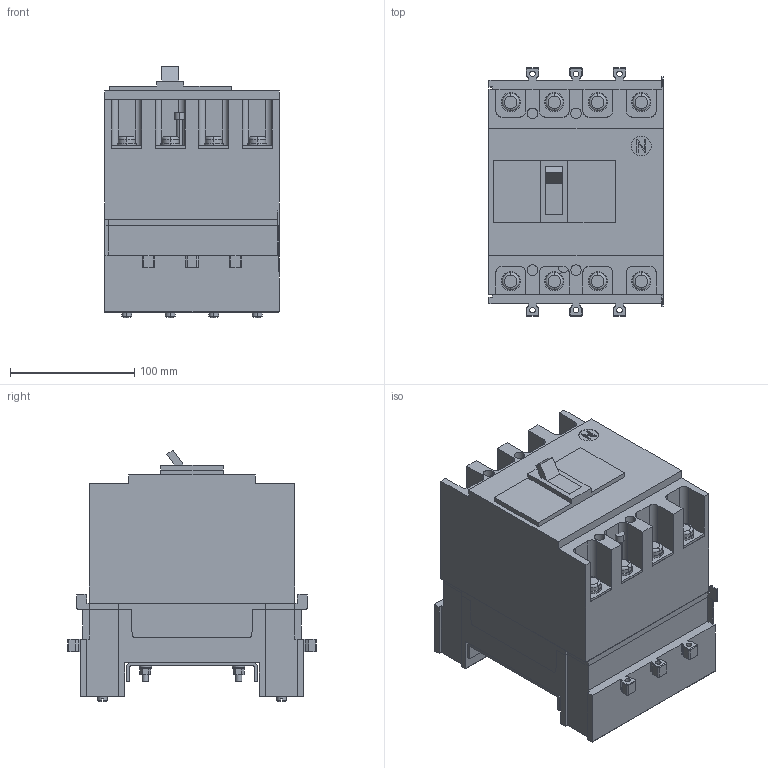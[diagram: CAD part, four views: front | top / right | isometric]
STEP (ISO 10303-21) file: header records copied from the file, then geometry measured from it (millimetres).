
FILE_DESCRIPTION(('CoCreate Modeling STEP Export'),'2;1');
FILE_NAME('Ｈ１００ＮＦ４Ｍ.stp','2016-03-30T 9:37:39',(''),(''),'CoCreate Modeling STEP processor for AP214 (Solid Model)','CoCreate Modeling 17.0 01-Apr-2010 (C) Parametric Technology GmbH','');
FILE_SCHEMA(('AUTOMOTIVE_DESIGN { 1 0 10303 214 1 1 1 1 }'));
Length unit declared in the file: millimetre
Products named in the file (15): P4.1; P3.1; P1; P2; P2.2; P4; P5; p8; p6.2; p7.2; p9.1; P10.2; P11.2; P12.2; Ｈ１００ＮＦ４Ｍ
Assembly tree (61 placements, depth 2):
  Ｈ１００ＮＦ４Ｍ
    P12.2  x8
    P11.2  x8
    P10.2  x8
    p9.1  x8
    p7.2  x4
    p6.2  x4
    p8  x4
    P5
    P4
    P3.1  x8
    P2.2  x4
    P2
    P1
    P4.1
Bounding box: 140 x 200 x 202.48 mm (x, y, z)
Volume: 3449254.4 mm3; surface area: 431495.6 mm2
Topology: 61 solids, 61 shells, 1052 faces, 2519 edges, 1646 vertices
Faces by surface type: plane 522, cylinder 468, sphere 34, torus 28
Entity records: 16900 total; most frequent: ORIENTED_EDGE 2882, CARTESIAN_POINT 2775, DIRECTION 2730, EDGE_CURVE 1441, VECTOR 944, LINE 944, VERTEX_POINT 938, AXIS2_PLACEMENT_3D 893
